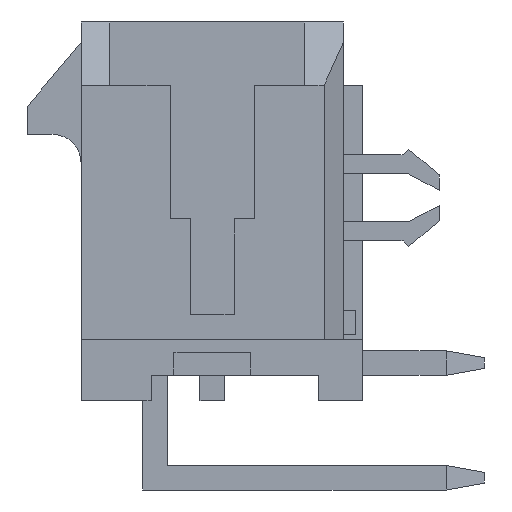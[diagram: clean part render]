
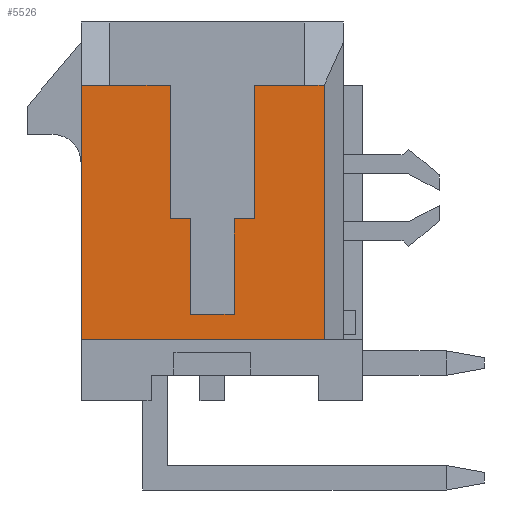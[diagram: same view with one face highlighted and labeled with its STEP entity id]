
A CAD part, left-side view. The second image highlights one B-rep face of the part: STEP entity #5526.
In plain terms, the highlighted planar face has unit normal (-1, 0, 0).
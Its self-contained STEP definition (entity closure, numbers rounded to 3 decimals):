
#1=DIRECTION('',(0.,0.,-1.));
#2=VECTOR('',#1,3.5);
#3=CARTESIAN_POINT('',(-7.825,-1.1,3.305));
#4=LINE('',#3,#2);
#5=DIRECTION('',(0.,1.,0.));
#6=VECTOR('',#5,1.31);
#7=CARTESIAN_POINT('',(-7.825,-2.41,3.305));
#8=LINE('',#7,#6);
#9=DIRECTION('',(0.,-1.,0.));
#10=VECTOR('',#9,0.52);
#11=CARTESIAN_POINT('',(-7.825,-2.41,3.305));
#12=LINE('',#11,#10);
#13=DIRECTION('',(0.,0.,-1.));
#14=VECTOR('',#13,6.66);
#15=CARTESIAN_POINT('',(-7.825,-2.93,3.305));
#16=LINE('',#15,#14);
#17=DIRECTION('',(0.,1.,0.));
#18=VECTOR('',#17,6.36);
#19=CARTESIAN_POINT('',(-7.825,-2.93,-3.355));
#20=LINE('',#19,#18);
#21=DIRECTION('',(0.,0.,1.));
#22=VECTOR('',#21,6.66);
#23=CARTESIAN_POINT('',(-7.825,3.43,-3.355));
#24=LINE('',#23,#22);
#25=DIRECTION('',(0.,-1.,0.));
#26=VECTOR('',#25,0.75);
#27=CARTESIAN_POINT('',(-7.825,3.43,3.305));
#28=LINE('',#27,#26);
#29=DIRECTION('',(0.,1.,0.));
#30=VECTOR('',#29,1.58);
#31=CARTESIAN_POINT('',(-7.825,1.1,3.305));
#32=LINE('',#31,#30);
#33=DIRECTION('',(0.,0.,-1.));
#34=VECTOR('',#33,3.5);
#35=CARTESIAN_POINT('',(-7.825,1.1,3.305));
#36=LINE('',#35,#34);
#37=DIRECTION('',(0.,1.,0.));
#38=VECTOR('',#37,0.525);
#39=CARTESIAN_POINT('',(-7.825,0.575,-0.195));
#40=LINE('',#39,#38);
#41=DIRECTION('',(0.,0.,1.));
#42=VECTOR('',#41,2.5);
#43=CARTESIAN_POINT('',(-7.825,0.575,-2.695));
#44=LINE('',#43,#42);
#45=DIRECTION('',(0.,1.,0.));
#46=VECTOR('',#45,1.15);
#47=CARTESIAN_POINT('',(-7.825,-0.575,-2.695));
#48=LINE('',#47,#46);
#49=DIRECTION('',(0.,0.,-1.));
#50=VECTOR('',#49,2.5);
#51=CARTESIAN_POINT('',(-7.825,-0.575,-0.195));
#52=LINE('',#51,#50);
#53=DIRECTION('',(0.,1.,0.));
#54=VECTOR('',#53,0.525);
#55=CARTESIAN_POINT('',(-7.825,-1.1,-0.195));
#56=LINE('',#55,#54);
#4192=CARTESIAN_POINT('',(-7.825,3.43,3.305));
#4194=VERTEX_POINT('',#4192);
#4239=CARTESIAN_POINT('',(-7.825,2.68,3.305));
#4240=VERTEX_POINT('',#4239);
#4241=CARTESIAN_POINT('',(-7.825,-2.41,3.305));
#4242=VERTEX_POINT('',#4241);
#4243=CARTESIAN_POINT('',(-7.825,-2.93,3.305));
#4244=VERTEX_POINT('',#4243);
#4397=CARTESIAN_POINT('',(-7.825,-1.1,3.305));
#4398=CARTESIAN_POINT('',(-7.825,-1.1,-0.195));
#4399=VERTEX_POINT('',#4397);
#4400=VERTEX_POINT('',#4398);
#4401=CARTESIAN_POINT('',(-7.825,-0.575,-0.195));
#4402=VERTEX_POINT('',#4401);
#4403=CARTESIAN_POINT('',(-7.825,-0.575,-2.695));
#4404=VERTEX_POINT('',#4403);
#4405=CARTESIAN_POINT('',(-7.825,0.575,-2.695));
#4406=VERTEX_POINT('',#4405);
#4407=CARTESIAN_POINT('',(-7.825,0.575,-0.195));
#4408=VERTEX_POINT('',#4407);
#4409=CARTESIAN_POINT('',(-7.825,1.1,-0.195));
#4410=VERTEX_POINT('',#4409);
#4411=CARTESIAN_POINT('',(-7.825,1.1,3.305));
#4412=VERTEX_POINT('',#4411);
#5127=CARTESIAN_POINT('',(-7.825,3.43,-3.355));
#5128=VERTEX_POINT('',#5127);
#5129=CARTESIAN_POINT('',(-7.825,-2.93,-3.355));
#5130=VERTEX_POINT('',#5129);
#5491=CARTESIAN_POINT('',(-7.825,0.,0.));
#5492=DIRECTION('',(1.,0.,0.));
#5493=DIRECTION('',(0.,0.,-1.));
#5494=AXIS2_PLACEMENT_3D('',#5491,#5492,#5493);
#5495=PLANE('',#5494);
#5497=ORIENTED_EDGE('',*,*,#5496,.F.);
#5499=ORIENTED_EDGE('',*,*,#5498,.F.);
#5501=ORIENTED_EDGE('',*,*,#5500,.T.);
#5503=ORIENTED_EDGE('',*,*,#5502,.T.);
#5505=ORIENTED_EDGE('',*,*,#5504,.T.);
#5507=ORIENTED_EDGE('',*,*,#5506,.T.);
#5509=ORIENTED_EDGE('',*,*,#5508,.T.);
#5511=ORIENTED_EDGE('',*,*,#5510,.F.);
#5513=ORIENTED_EDGE('',*,*,#5512,.T.);
#5515=ORIENTED_EDGE('',*,*,#5514,.F.);
#5517=ORIENTED_EDGE('',*,*,#5516,.F.);
#5519=ORIENTED_EDGE('',*,*,#5518,.F.);
#5521=ORIENTED_EDGE('',*,*,#5520,.F.);
#5523=ORIENTED_EDGE('',*,*,#5522,.F.);
#5524=EDGE_LOOP('',(#5497,#5499,#5501,#5503,#5505,#5507,#5509,#5511,#5513,#5515,
#5517,#5519,#5521,#5523));
#5525=FACE_OUTER_BOUND('',#5524,.F.);
#5526=ADVANCED_FACE('',(#5525),#5495,.F.);
#5496=EDGE_CURVE('',#4399,#4400,#4,.T.);
#5498=EDGE_CURVE('',#4242,#4399,#8,.T.);
#5500=EDGE_CURVE('',#4242,#4244,#12,.T.);
#5502=EDGE_CURVE('',#4244,#5130,#16,.T.);
#5504=EDGE_CURVE('',#5130,#5128,#20,.T.);
#5506=EDGE_CURVE('',#5128,#4194,#24,.T.);
#5508=EDGE_CURVE('',#4194,#4240,#28,.T.);
#5510=EDGE_CURVE('',#4412,#4240,#32,.T.);
#5512=EDGE_CURVE('',#4412,#4410,#36,.T.);
#5514=EDGE_CURVE('',#4408,#4410,#40,.T.);
#5516=EDGE_CURVE('',#4406,#4408,#44,.T.);
#5518=EDGE_CURVE('',#4404,#4406,#48,.T.);
#5520=EDGE_CURVE('',#4402,#4404,#52,.T.);
#5522=EDGE_CURVE('',#4400,#4402,#56,.T.);
